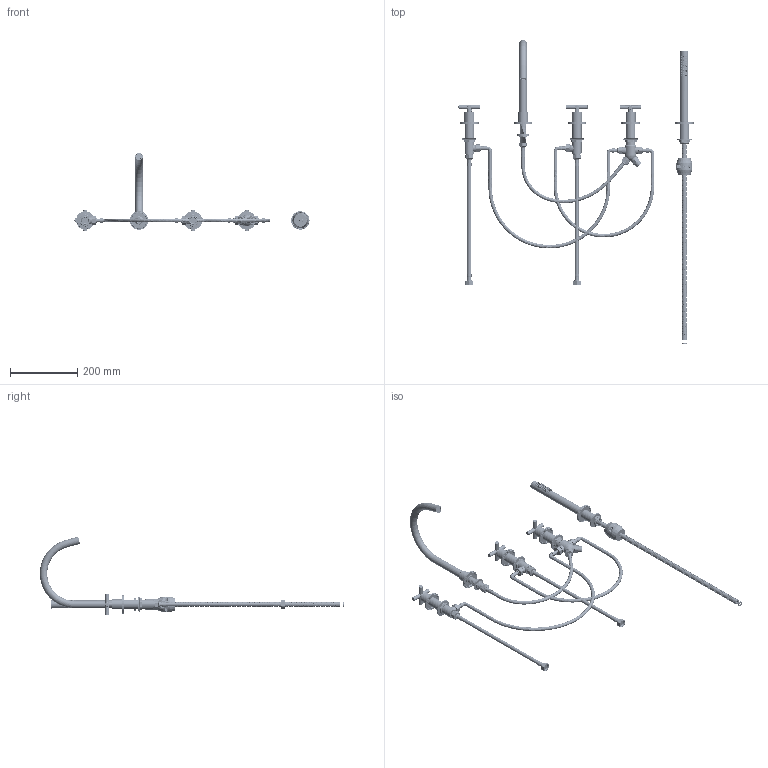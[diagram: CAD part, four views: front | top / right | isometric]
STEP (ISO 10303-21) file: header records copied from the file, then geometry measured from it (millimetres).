
FILE_DESCRIPTION(/* description */ (''),/* implementation_level */ '2;1');
FILE_NAME(/* name */ 'A010 21 00 00.stp',/* time_stamp */ '2021-01-19T16:20:53+08:00',/* author */ (''),/* organization */ (''),/* preprocessor_version */ 'ST-DEVELOPER v16.7',/* originating_system */ 'SIEMENS PLM Software NX 12.0',/* authorisation */ '');
FILE_SCHEMA (('AUTOMOTIVE_DESIGN { 1 0 10303 214 3 1 1 1 }'));
Products named in the file (1): GT26C878DCygy1
Bounding box: 699.75 x 905.66 x 233.88 mm (x, y, z)
Volume: 807235.2 mm3; surface area: 564975.1 mm2
Topology: 128 solids, 128 shells, 3332 faces, 8270 edges, 5398 vertices
Faces by surface type: cylinder 1232, plane 1116, cone 518, bspline 210, torus 201, sphere 53, extrusion 2
Full cylindrical faces by diameter (mm): 3 x8, 3.2 x5, 3.6 x2, 4 x6, 4.2 x1, 5 x5, 6.3 x1, 6.5 x2, 6.8 x2, 7 x2, 8 x4, 9.9 x1, 10 x6, 11 x12, 12 x3, 12.3 x2, 12.5 x2, 13 x10, 14 x3, 14.555 x2, 14.9 x4, 15 x5, 15.2 x1, 15.5 x1, 15.9 x1, 16 x1, 16.5 x3, 17 x1, 17.5 x1, 18 x3
Entity records: 185514 total; most frequent: CARTESIAN_POINT 112598, ORIENTED_EDGE 14740, DIRECTION 13754, EDGE_CURVE 7370, AXIS2_PLACEMENT_3D 5588, VERTEX_POINT 4988, EDGE_LOOP 4236, ADVANCED_FACE 3274
